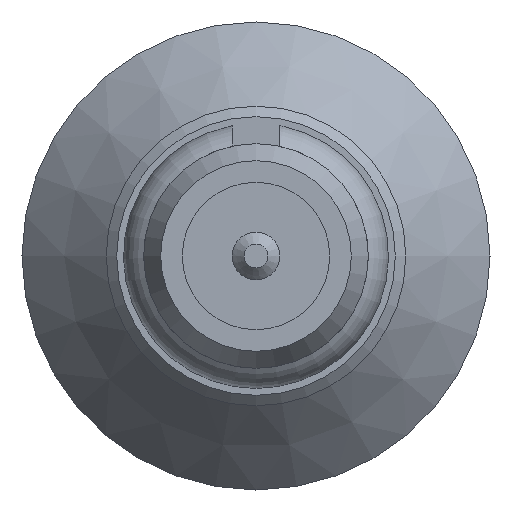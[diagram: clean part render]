
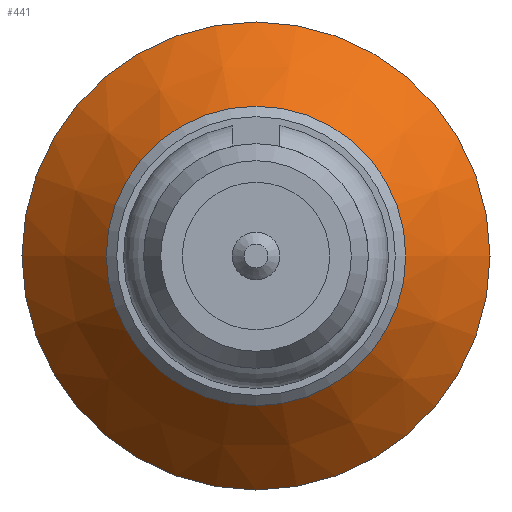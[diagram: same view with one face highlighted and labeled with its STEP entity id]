
A CAD part, left-side view. The second image highlights one B-rep face of the part: STEP entity #441.
In plain terms, the highlighted conical face has half-angle 41.586 degrees and reference radius 1.6 mm.
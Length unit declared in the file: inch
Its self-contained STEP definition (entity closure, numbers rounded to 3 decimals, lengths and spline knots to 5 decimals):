
#47 = VERTEX_POINT ( 'NONE', #628 ) ;
#105 = CONICAL_SURFACE ( 'NONE', #191, 0.063, 0.726 ) ;
#160 = CIRCLE ( 'NONE', #485, 0.09842 ) ;
#183 = CARTESIAN_POINT ( 'NONE',  ( 0.15748, 0., 0. ) ) ;
#191 = AXIS2_PLACEMENT_3D ( 'NONE', #691, #305, #687 ) ;
#225 = EDGE_CURVE ( 'NONE', #47, #47, #160, .T. ) ;
#227 = FACE_OUTER_BOUND ( 'NONE', #798, .T. ) ;
#282 = VERTEX_POINT ( 'NONE', #585 ) ;
#305 = DIRECTION ( 'NONE',  ( 1., 0., 0. ) ) ;
#314 = FACE_BOUND ( 'NONE', #621, .T. ) ;
#330 = DIRECTION ( 'NONE',  ( 0., -1., 0. ) ) ;
#441 = ADVANCED_FACE ( 'NONE', ( #227, #314 ), #105, .T. ) ;
#463 = CARTESIAN_POINT ( 'NONE',  ( 0.1974, 0., 0. ) ) ;
#485 = AXIS2_PLACEMENT_3D ( 'NONE', #463, #832, #330 ) ;
#560 = EDGE_CURVE ( 'NONE', #282, #282, #874, .T. ) ;
#585 = CARTESIAN_POINT ( 'NONE',  ( 0.15748, -0.063, 0. ) ) ;
#610 = AXIS2_PLACEMENT_3D ( 'NONE', #183, #904, #836 ) ;
#621 = EDGE_LOOP ( 'NONE', ( #819 ) ) ;
#628 = CARTESIAN_POINT ( 'NONE',  ( 0.1974, -0.09842, 0. ) ) ;
#687 = DIRECTION ( 'NONE',  ( 0., 1., 0. ) ) ;
#691 = CARTESIAN_POINT ( 'NONE',  ( 0.15748, 0., 0. ) ) ;
#798 = EDGE_LOOP ( 'NONE', ( #930 ) ) ;
#819 = ORIENTED_EDGE ( 'NONE', *, *, #560, .F. ) ;
#832 = DIRECTION ( 'NONE',  ( -1., 0., 0. ) ) ;
#836 = DIRECTION ( 'NONE',  ( 0., -1., 0. ) ) ;
#874 = CIRCLE ( 'NONE', #610, 0.063 ) ;
#904 = DIRECTION ( 'NONE',  ( -1., 0., 0. ) ) ;
#930 = ORIENTED_EDGE ( 'NONE', *, *, #225, .T. ) ;
